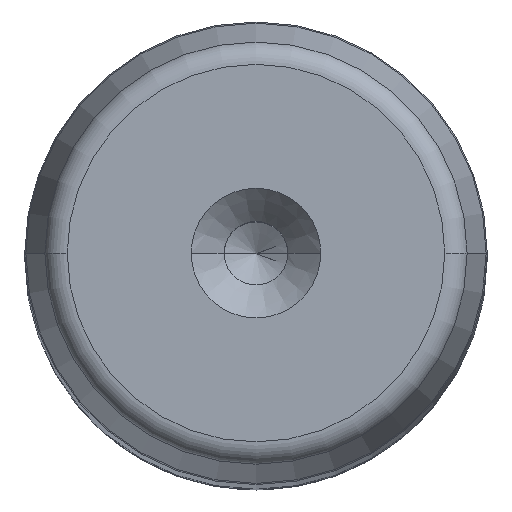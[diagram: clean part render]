
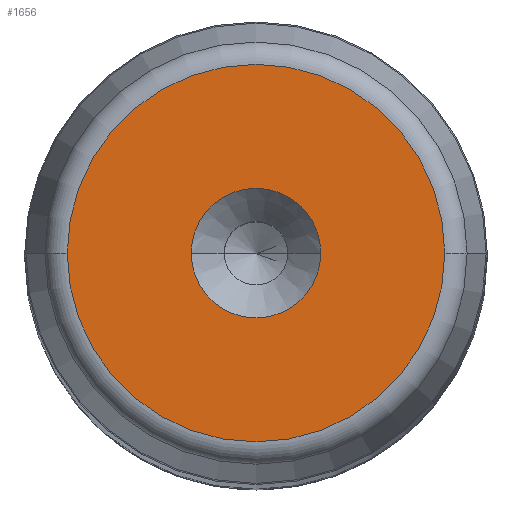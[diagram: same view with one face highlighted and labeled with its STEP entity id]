
A CAD part, top view. The second image highlights one B-rep face of the part: STEP entity #1656.
In plain terms, the highlighted planar face has unit normal (0, 0, 1).
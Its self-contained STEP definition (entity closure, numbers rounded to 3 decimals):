
#20 = CIRCLE ( 'NONE', #2766, 16.322 ) ;
#55 = VERTEX_POINT ( 'NONE', #3049 ) ;
#58 = CIRCLE ( 'NONE', #1938, 5.6 ) ;
#65 = CIRCLE ( 'NONE', #2179, 16.322 ) ;
#147 = DIRECTION ( 'NONE',  ( 1., 0., 0. ) ) ;
#154 = AXIS2_PLACEMENT_3D ( 'NONE', #818, #1058, #2760 ) ;
#159 = DIRECTION ( 'NONE',  ( 1., 0., 0. ) ) ;
#183 = CARTESIAN_POINT ( 'NONE',  ( 0., 0., 280. ) ) ;
#403 = CARTESIAN_POINT ( 'NONE',  ( 0., 0., 280. ) ) ;
#441 = FACE_BOUND ( 'NONE', #2804, .T. ) ;
#635 = AXIS2_PLACEMENT_3D ( 'NONE', #2602, #1151, #2837 ) ;
#675 = EDGE_CURVE ( 'NONE', #1229, #704, #65, .T. ) ;
#699 = ORIENTED_EDGE ( 'NONE', *, *, #1815, .F. ) ;
#704 = VERTEX_POINT ( 'NONE', #2154 ) ;
#818 = CARTESIAN_POINT ( 'NONE',  ( 0., 0., 280. ) ) ;
#865 = EDGE_CURVE ( 'NONE', #704, #1229, #20, .T. ) ;
#879 = ORIENTED_EDGE ( 'NONE', *, *, #865, .T. ) ;
#1058 = DIRECTION ( 'NONE',  ( 0., 0., 1. ) ) ;
#1151 = DIRECTION ( 'NONE',  ( 0., 0., 1. ) ) ;
#1176 = CARTESIAN_POINT ( 'NONE',  ( 5.6, 0., 280. ) ) ;
#1229 = VERTEX_POINT ( 'NONE', #1427 ) ;
#1323 = VERTEX_POINT ( 'NONE', #1176 ) ;
#1371 = CARTESIAN_POINT ( 'NONE',  ( 0., 0., 280. ) ) ;
#1427 = CARTESIAN_POINT ( 'NONE',  ( 16.322, 0., 280. ) ) ;
#1472 = EDGE_LOOP ( 'NONE', ( #2260, #879 ) ) ;
#1608 = DIRECTION ( 'NONE',  ( 0., 0., 1. ) ) ;
#1656 = ADVANCED_FACE ( 'NONE', ( #2396, #441 ), #2984, .T. ) ;
#1704 = EDGE_CURVE ( 'NONE', #55, #1323, #58, .T. ) ;
#1815 = EDGE_CURVE ( 'NONE', #1323, #55, #2774, .T. ) ;
#1938 = AXIS2_PLACEMENT_3D ( 'NONE', #403, #2569, #147 ) ;
#2154 = CARTESIAN_POINT ( 'NONE',  ( -16.322, 0., 280. ) ) ;
#2179 = AXIS2_PLACEMENT_3D ( 'NONE', #1371, #1608, #159 ) ;
#2260 = ORIENTED_EDGE ( 'NONE', *, *, #675, .T. ) ;
#2359 = ORIENTED_EDGE ( 'NONE', *, *, #1704, .F. ) ;
#2396 = FACE_OUTER_BOUND ( 'NONE', #1472, .T. ) ;
#2562 = DIRECTION ( 'NONE',  ( 0., 0., 1. ) ) ;
#2569 = DIRECTION ( 'NONE',  ( 0., 0., 1. ) ) ;
#2602 = CARTESIAN_POINT ( 'NONE',  ( 0., 0., 280. ) ) ;
#2760 = DIRECTION ( 'NONE',  ( 1., 0., 0. ) ) ;
#2766 = AXIS2_PLACEMENT_3D ( 'NONE', #183, #2562, #2830 ) ;
#2774 = CIRCLE ( 'NONE', #635, 5.6 ) ;
#2804 = EDGE_LOOP ( 'NONE', ( #699, #2359 ) ) ;
#2830 = DIRECTION ( 'NONE',  ( 1., 0., 0. ) ) ;
#2837 = DIRECTION ( 'NONE',  ( 1., 0., 0. ) ) ;
#2984 = PLANE ( 'NONE',  #154 ) ;
#3049 = CARTESIAN_POINT ( 'NONE',  ( -5.6, 0., 280. ) ) ;
